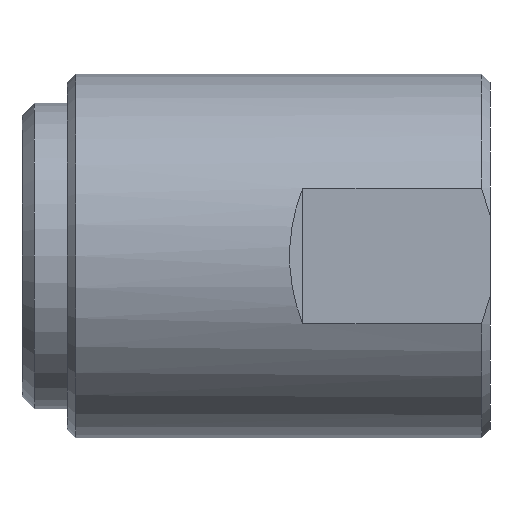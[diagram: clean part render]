
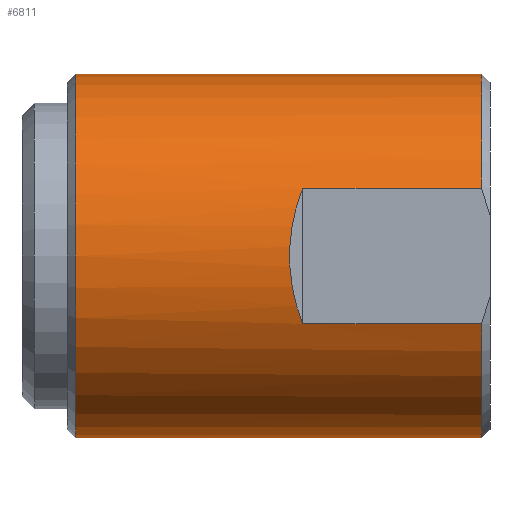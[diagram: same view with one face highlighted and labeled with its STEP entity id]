
A CAD part, front view. The second image highlights one B-rep face of the part: STEP entity #6811.
In plain terms, the highlighted cylindrical face has radius 11.1 mm (diameter 22.2 mm), a partial arc.
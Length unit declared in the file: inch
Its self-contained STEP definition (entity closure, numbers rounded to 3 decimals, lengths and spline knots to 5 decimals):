
#100 = ORIENTED_EDGE ( 'NONE', *, *, #5987, .F. ) ;
#321 = VERTEX_POINT ( 'NONE', #5813 ) ;
#392 = ORIENTED_EDGE ( 'NONE', *, *, #9009, .T. ) ;
#526 = CARTESIAN_POINT ( 'NONE',  ( 0., 0., -0.437 ) ) ;
#797 = DIRECTION ( 'NONE',  ( 0., 0., 1. ) ) ;
#975 = FACE_OUTER_BOUND ( 'NONE', #5191, .T. ) ;
#1188 = CARTESIAN_POINT ( 'NONE',  ( 0.82325, 0., 0.437 ) ) ;
#1245 = EDGE_CURVE ( 'NONE', #2753, #10487, #7523, .T. ) ;
#1379 = LINE ( 'NONE', #526, #9709 ) ;
#1520 = VECTOR ( 'NONE', #6819, 39.37008 ) ;
#1609 = CIRCLE ( 'NONE', #2326, 0.437 ) ;
#1663 = CARTESIAN_POINT ( 'NONE',  ( 0.82325, -0.4055, -0.16291 ) ) ;
#2101 = ORIENTED_EDGE ( 'NONE', *, *, #7219, .F. ) ;
#2174 = CARTESIAN_POINT ( 'NONE',  ( 0., -0.4055, 0.16291 ) ) ;
#2326 = AXIS2_PLACEMENT_3D ( 'NONE', #2380, #9191, #3288 ) ;
#2363 = ORIENTED_EDGE ( 'NONE', *, *, #3347, .T. ) ;
#2380 = CARTESIAN_POINT ( 'NONE',  ( -0.15225, 0., 0. ) ) ;
#2443 = CARTESIAN_POINT ( 'NONE',  ( 0.82325, -0.4055, 0.16291 ) ) ;
#2508 = AXIS2_PLACEMENT_3D ( 'NONE', #8816, #2569, #6026 ) ;
#2521 = CARTESIAN_POINT ( 'NONE',  ( 0.35072, -0.44803, -0.05704 ) ) ;
#2569 = DIRECTION ( 'NONE',  ( -1., 0., 0. ) ) ;
#2753 = VERTEX_POINT ( 'NONE', #3387 ) ;
#2807 = DIRECTION ( 'NONE',  ( -1., 0., 0. ) ) ;
#2837 = CARTESIAN_POINT ( 'NONE',  ( 0.82325, 0., -0.437 ) ) ;
#2964 = DIRECTION ( 'NONE',  ( 1., 0., 0. ) ) ;
#3288 = DIRECTION ( 'NONE',  ( 0., 0., 1. ) ) ;
#3310 = ORIENTED_EDGE ( 'NONE', *, *, #4719, .F. ) ;
#3347 = EDGE_CURVE ( 'NONE', #3402, #4677, #8305, .T. ) ;
#3387 = CARTESIAN_POINT ( 'NONE',  ( 0.39325, -0.4055, 0.16291 ) ) ;
#3402 = VERTEX_POINT ( 'NONE', #1188 ) ;
#3993 = DIRECTION ( 'NONE',  ( -1., 0., 0. ) ) ;
#4013 = VECTOR ( 'NONE', #2964, 39.37008 ) ;
#4060 = ORIENTED_EDGE ( 'NONE', *, *, #6030, .F. ) ;
#4153 = CIRCLE ( 'NONE', #7597, 0.437 ) ;
#4212 = ORIENTED_EDGE ( 'NONE', *, *, #1245, .F. ) ;
#4569 = CARTESIAN_POINT ( 'NONE',  ( 0.82325, 0., 0. ) ) ;
#4634 = CARTESIAN_POINT ( 'NONE',  ( 0.39325, -0.4055, -0.16291 ) ) ;
#4677 = VERTEX_POINT ( 'NONE', #5581 ) ;
#4719 = EDGE_CURVE ( 'NONE', #5215, #321, #1379, .T. ) ;
#4854 = ORIENTED_EDGE ( 'NONE', *, *, #7360, .T. ) ;
#5004 = CARTESIAN_POINT ( 'NONE',  ( 0., 0., 0.437 ) ) ;
#5191 = EDGE_LOOP ( 'NONE', ( #3310, #4854, #100, #4212, #4060, #392, #2363, #2101 ) ) ;
#5215 = VERTEX_POINT ( 'NONE', #2837 ) ;
#5289 = VECTOR ( 'NONE', #7120, 39.37008 ) ;
#5581 = CARTESIAN_POINT ( 'NONE',  ( -0.15225, 0., 0.437 ) ) ;
#5813 = CARTESIAN_POINT ( 'NONE',  ( -0.15225, 0., -0.437 ) ) ;
#5979 = CARTESIAN_POINT ( 'NONE',  ( 0.39325, -0.4055, -0.16291 ) ) ;
#5987 = EDGE_CURVE ( 'NONE', #10487, #7582, #10756, .T. ) ;
#6026 = DIRECTION ( 'NONE',  ( 0., 0., 1. ) ) ;
#6030 = EDGE_CURVE ( 'NONE', #6275, #2753, #9849, .T. ) ;
#6149 = CARTESIAN_POINT ( 'NONE',  ( 0.39325, -0.4055, 0.16291 ) ) ;
#6275 = VERTEX_POINT ( 'NONE', #2443 ) ;
#6811 = ADVANCED_FACE ( 'NONE', ( #975 ), #7961, .T. ) ;
#6813 = CARTESIAN_POINT ( 'NONE',  ( 0.82325, 0., 0. ) ) ;
#6819 = DIRECTION ( 'NONE',  ( -1., 0., 0. ) ) ;
#6938 = CARTESIAN_POINT ( 'NONE',  ( 0.35072, -0.44803, 0.05704 ) ) ;
#7120 = DIRECTION ( 'NONE',  ( -1., 0., 0. ) ) ;
#7219 = EDGE_CURVE ( 'NONE', #321, #4677, #1609, .T. ) ;
#7360 = EDGE_CURVE ( 'NONE', #5215, #7582, #9223, .T. ) ;
#7523 =( BOUNDED_CURVE ( )  B_SPLINE_CURVE ( 3, ( #6149, #6938, #2521, #5979 ),
 .UNSPECIFIED., .F., .F. ) 
 B_SPLINE_CURVE_WITH_KNOTS ( ( 4, 4 ),
 ( 5.90118, 6.66519 ),
 .UNSPECIFIED. ) 
 CURVE ( )  GEOMETRIC_REPRESENTATION_ITEM ( )  RATIONAL_B_SPLINE_CURVE ( ( 1., 0.952, 0.952, 1. ) ) 
 REPRESENTATION_ITEM ( '' )  );
#7582 = VERTEX_POINT ( 'NONE', #1663 ) ;
#7597 = AXIS2_PLACEMENT_3D ( 'NONE', #6813, #10185, #797 ) ;
#7961 = CYLINDRICAL_SURFACE ( 'NONE', #2508, 0.437 ) ;
#8194 = CARTESIAN_POINT ( 'NONE',  ( 0., -0.4055, -0.16291 ) ) ;
#8305 = LINE ( 'NONE', #5004, #1520 ) ;
#8816 = CARTESIAN_POINT ( 'NONE',  ( 0., 0., 0. ) ) ;
#9009 = EDGE_CURVE ( 'NONE', #6275, #3402, #4153, .T. ) ;
#9191 = DIRECTION ( 'NONE',  ( -1., 0., 0. ) ) ;
#9223 = CIRCLE ( 'NONE', #10331, 0.437 ) ;
#9709 = VECTOR ( 'NONE', #3993, 39.37008 ) ;
#9742 = DIRECTION ( 'NONE',  ( 0., 0., 1. ) ) ;
#9849 = LINE ( 'NONE', #2174, #5289 ) ;
#10185 = DIRECTION ( 'NONE',  ( -1., 0., 0. ) ) ;
#10331 = AXIS2_PLACEMENT_3D ( 'NONE', #4569, #2807, #9742 ) ;
#10487 = VERTEX_POINT ( 'NONE', #4634 ) ;
#10756 = LINE ( 'NONE', #8194, #4013 ) ;
